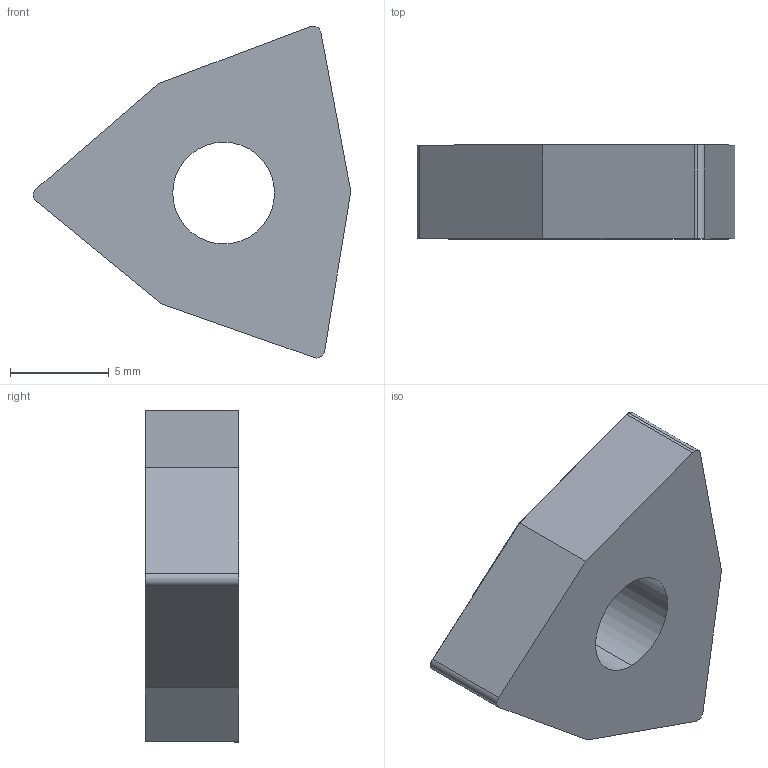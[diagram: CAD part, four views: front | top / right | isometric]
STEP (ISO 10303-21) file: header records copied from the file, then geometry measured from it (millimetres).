
FILE_DESCRIPTION (( 'STEP AP214' ), '1' );
FILE_NAME ('WWE.SFH.080.004.STEP', '2024-06-20T08:20:24', ( '' ), ( '' ), 'SwSTEP 2.0', 'SolidWorks 2022', '' );
FILE_SCHEMA (( 'AUTOMOTIVE_DESIGN' ));
Length unit declared in the file: millimetre
Products named in the file (1): WWE.SFH.080.004
Bounding box: 16.1 x 4.76 x 16.83 mm (x, y, z)
Volume: 665.4 mm3; surface area: 617.8 mm2
Topology: 1 solids, 1 shells, 55 faces, 141 edges, 85 vertices
Faces by surface type: plane 21, bspline 18, cone 10, cylinder 6
Entity records: 1939 total; most frequent: CARTESIAN_POINT 746, ORIENTED_EDGE 274, DIRECTION 193, EDGE_CURVE 137, VERTEX_POINT 85, AXIS2_PLACEMENT_3D 66, VECTOR 61, LINE 61
